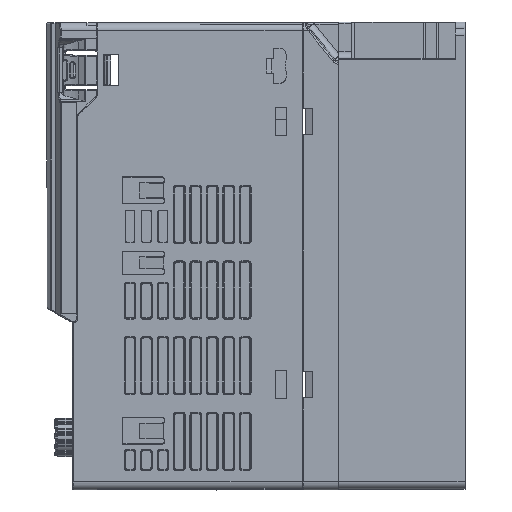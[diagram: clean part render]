
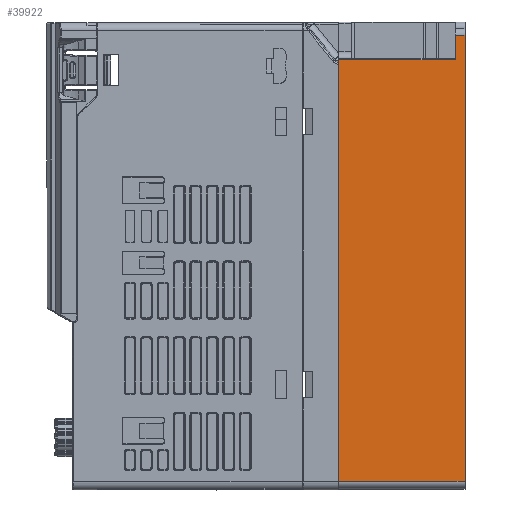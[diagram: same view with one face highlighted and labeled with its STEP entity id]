
A CAD part, left-side view. The second image highlights one B-rep face of the part: STEP entity #39922.
In plain terms, the highlighted planar face has unit normal (-1, 0, 0).
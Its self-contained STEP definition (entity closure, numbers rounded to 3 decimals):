
#1142 = EDGE_LOOP ( 'NONE', ( #113835, #108076, #71907, #65549, #99133, #47215 ) ) ;
#4073 = DIRECTION ( 'NONE',  ( 0., 0., 1. ) ) ;
#4566 = VECTOR ( 'NONE', #9754, 1000. ) ;
#5541 = EDGE_CURVE ( 'NONE', #55486, #51197, #157079, .T. ) ;
#9671 = EDGE_CURVE ( 'NONE', #114157, #147147, #18713, .T. ) ;
#9754 = DIRECTION ( 'NONE',  ( 0., 0., -1. ) ) ;
#14416 = EDGE_CURVE ( 'NONE', #55486, #114157, #51588, .T. ) ;
#16517 = DIRECTION ( 'NONE',  ( 0., -1., 0. ) ) ;
#18713 = LINE ( 'NONE', #133250, #24665 ) ;
#23394 = EDGE_CURVE ( 'NONE', #64623, #147147, #130518, .T. ) ;
#24665 = VECTOR ( 'NONE', #16517, 1000. ) ;
#28719 = VERTEX_POINT ( 'NONE', #81532 ) ;
#29320 = DIRECTION ( 'NONE',  ( 0., -1., 0. ) ) ;
#39922 = ADVANCED_FACE ( 'NONE', ( #139028 ), #55527, .T. ) ;
#41500 = EDGE_CURVE ( 'NONE', #28719, #64623, #88554, .T. ) ;
#42109 = CARTESIAN_POINT ( 'NONE',  ( -35.985, 4.013, -68.318 ) ) ;
#43874 = CARTESIAN_POINT ( 'NONE',  ( -35.985, -38.387, -70.818 ) ) ;
#47215 = ORIENTED_EDGE ( 'NONE', *, *, #41500, .T. ) ;
#51197 = VERTEX_POINT ( 'NONE', #121788 ) ;
#51434 = VECTOR ( 'NONE', #94817, 1000. ) ;
#51588 = LINE ( 'NONE', #85044, #141560 ) ;
#55486 = VERTEX_POINT ( 'NONE', #127648 ) ;
#55527 = PLANE ( 'NONE',  #136894 ) ;
#64623 = VERTEX_POINT ( 'NONE', #131683 ) ;
#65549 = ORIENTED_EDGE ( 'NONE', *, *, #5541, .T. ) ;
#69191 = CARTESIAN_POINT ( 'NONE',  ( -35.985, 0.013, 59.682 ) ) ;
#71907 = ORIENTED_EDGE ( 'NONE', *, *, #14416, .F. ) ;
#80758 = DIRECTION ( 'NONE',  ( -1., 0., 0. ) ) ;
#81532 = CARTESIAN_POINT ( 'NONE',  ( -35.985, -38.387, 67.182 ) ) ;
#85044 = CARTESIAN_POINT ( 'NONE',  ( -35.985, 0.013, 0.182 ) ) ;
#85075 = VECTOR ( 'NONE', #29320, 1000. ) ;
#86380 = CARTESIAN_POINT ( 'NONE',  ( -35.985, -35.387, -70.818 ) ) ;
#88554 = LINE ( 'NONE', #147688, #118582 ) ;
#94817 = DIRECTION ( 'NONE',  ( 0., 0., 1. ) ) ;
#99133 = ORIENTED_EDGE ( 'NONE', *, *, #136530, .T. ) ;
#108076 = ORIENTED_EDGE ( 'NONE', *, *, #9671, .F. ) ;
#113835 = ORIENTED_EDGE ( 'NONE', *, *, #23394, .T. ) ;
#114157 = VERTEX_POINT ( 'NONE', #69191 ) ;
#118582 = VECTOR ( 'NONE', #121490, 1000. ) ;
#121490 = DIRECTION ( 'NONE',  ( 0., 1., 0. ) ) ;
#121788 = CARTESIAN_POINT ( 'NONE',  ( -35.985, -38.387, -68.318 ) ) ;
#124173 = DIRECTION ( 'NONE',  ( 0., 0., 1. ) ) ;
#127648 = CARTESIAN_POINT ( 'NONE',  ( -35.985, 0.013, -68.318 ) ) ;
#130518 = LINE ( 'NONE', #86380, #4566 ) ;
#131683 = CARTESIAN_POINT ( 'NONE',  ( -35.985, -35.387, 67.182 ) ) ;
#133250 = CARTESIAN_POINT ( 'NONE',  ( -35.985, -96.267, 59.682 ) ) ;
#136530 = EDGE_CURVE ( 'NONE', #51197, #28719, #153513, .T. ) ;
#136894 = AXIS2_PLACEMENT_3D ( 'NONE', #157337, #80758, #4073 ) ;
#139028 = FACE_OUTER_BOUND ( 'NONE', #1142, .T. ) ;
#141560 = VECTOR ( 'NONE', #124173, 1000. ) ;
#147147 = VERTEX_POINT ( 'NONE', #162035 ) ;
#147688 = CARTESIAN_POINT ( 'NONE',  ( -35.985, 4.013, 67.182 ) ) ;
#153513 = LINE ( 'NONE', #43874, #51434 ) ;
#157079 = LINE ( 'NONE', #42109, #85075 ) ;
#157337 = CARTESIAN_POINT ( 'NONE',  ( -35.985, 4.013, -70.818 ) ) ;
#162035 = CARTESIAN_POINT ( 'NONE',  ( -35.985, -35.387, 59.682 ) ) ;
